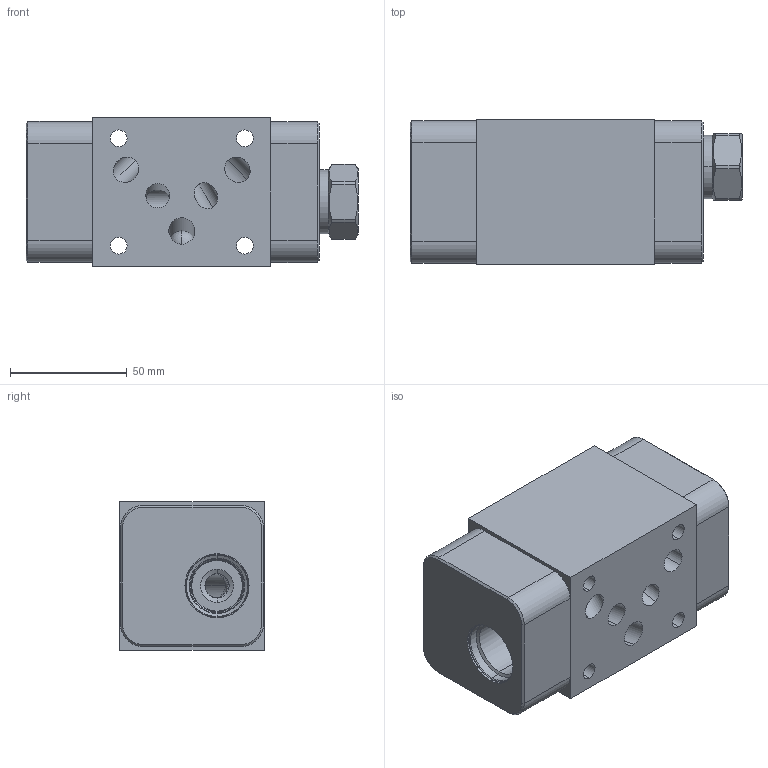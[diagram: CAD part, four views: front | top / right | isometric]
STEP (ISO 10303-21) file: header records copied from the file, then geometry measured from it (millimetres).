
FILE_DESCRIPTION((''),'2;1');
FILE_NAME('CB4_ASM','2020-02-20T',('ProEService'),(''),'PRO/ENGINEER BY PARAMETRIC TECHNOLOGY CORPORATION, 2014200','PRO/ENGINEER BY PARAMETRIC TECHNOLOGY CORPORATION, 2014200','');
FILE_SCHEMA(('CONFIG_CONTROL_DESIGN'));
Length unit declared in the file: inch
Products named in the file (5): 151-503; CXFAXAN; 500-001-014; 700-001; CB4_ASM
Assembly tree (4 placements, depth 2):
  CB4_ASM
    151-503
    CXFAXAN
    500-001-014
    700-001
Bounding box: 142.09 x 61.93 x 63.5 mm (x, y, z)
Volume: 418991.1 mm3; surface area: 69758.7 mm2
Topology: 4 solids, 4 shells, 248 faces, 848 edges, 739 vertices
Faces by surface type: cylinder 110, plane 47, cone 45, torus 24, sphere 14, revolution 8
Entity records: 11942 total; most frequent: CARTESIAN_POINT 4743, DIRECTION 1503, ORIENTED_EDGE 1184, EDGE_CURVE 592, AXIS2_PLACEMENT_3D 520, VECTOR 455, LINE 455, VERTEX_POINT 364
